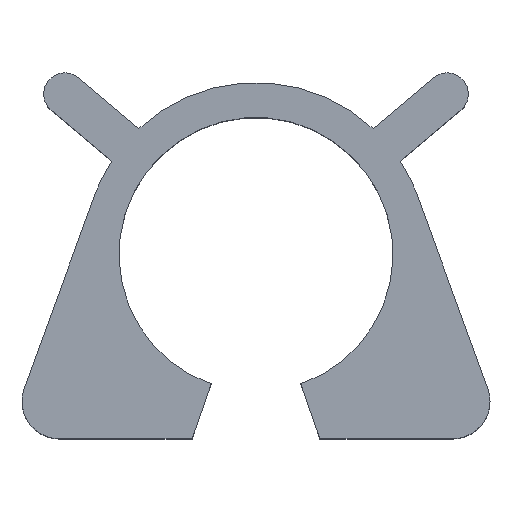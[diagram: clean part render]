
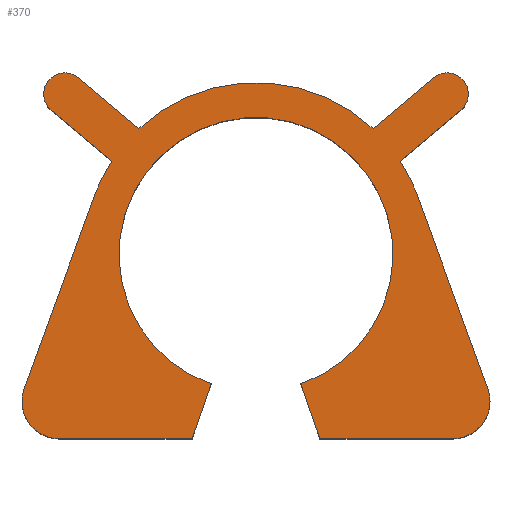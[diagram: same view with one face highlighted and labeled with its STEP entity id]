
A CAD part, top view. The second image highlights one B-rep face of the part: STEP entity #370.
In plain terms, the highlighted planar face has unit normal (0, 0, 1).
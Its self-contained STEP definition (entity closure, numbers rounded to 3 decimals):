
#18=PLANE('',#414);
#32=FACE_OUTER_BOUND('',#52,.T.);
#52=EDGE_LOOP('',(#283,#284,#285,#286,#287,#288,#289,#290,#291,#292,#293,
#294,#295,#296,#297,#298,#299,#300));
#71=LINE('',#562,#109);
#83=LINE('',#603,#121);
#85=LINE('',#607,#123);
#86=LINE('',#610,#124);
#87=LINE('',#612,#125);
#88=LINE('',#616,#126);
#89=LINE('',#620,#127);
#90=LINE('',#624,#128);
#91=LINE('',#628,#129);
#92=LINE('',#631,#130);
#109=VECTOR('',#449,10.);
#121=VECTOR('',#483,10.);
#123=VECTOR('',#487,10.);
#124=VECTOR('',#490,10.);
#125=VECTOR('',#491,10.);
#126=VECTOR('',#494,10.);
#127=VECTOR('',#497,10.);
#128=VECTOR('',#500,10.);
#129=VECTOR('',#503,10.);
#130=VECTOR('',#506,10.);
#143=CIRCLE('',#400,1.5);
#152=CIRCLE('',#412,1.5);
#153=CIRCLE('',#415,5.5);
#154=CIRCLE('',#416,6.9);
#155=CIRCLE('',#417,0.85);
#156=CIRCLE('',#418,6.9);
#157=CIRCLE('',#419,0.85);
#158=CIRCLE('',#420,6.9);
#159=VERTEX_POINT('',#549);
#160=VERTEX_POINT('',#550);
#164=VERTEX_POINT('',#560);
#180=VERTEX_POINT('',#596);
#181=VERTEX_POINT('',#597);
#182=VERTEX_POINT('',#602);
#183=VERTEX_POINT('',#606);
#184=VERTEX_POINT('',#608);
#185=VERTEX_POINT('',#611);
#186=VERTEX_POINT('',#613);
#187=VERTEX_POINT('',#615);
#188=VERTEX_POINT('',#617);
#189=VERTEX_POINT('',#619);
#190=VERTEX_POINT('',#621);
#191=VERTEX_POINT('',#623);
#192=VERTEX_POINT('',#625);
#193=VERTEX_POINT('',#627);
#194=VERTEX_POINT('',#629);
#195=EDGE_CURVE('',#159,#160,#143,.T.);
#201=EDGE_CURVE('',#159,#164,#71,.T.);
#218=EDGE_CURVE('',#180,#181,#152,.T.);
#221=EDGE_CURVE('',#182,#181,#83,.T.);
#223=EDGE_CURVE('',#164,#183,#85,.T.);
#224=EDGE_CURVE('',#183,#184,#153,.T.);
#225=EDGE_CURVE('',#184,#182,#86,.T.);
#226=EDGE_CURVE('',#180,#185,#87,.T.);
#227=EDGE_CURVE('',#185,#186,#154,.T.);
#228=EDGE_CURVE('',#186,#187,#88,.T.);
#229=EDGE_CURVE('',#188,#187,#155,.T.);
#230=EDGE_CURVE('',#188,#189,#89,.T.);
#231=EDGE_CURVE('',#189,#190,#156,.T.);
#232=EDGE_CURVE('',#190,#191,#90,.T.);
#233=EDGE_CURVE('',#192,#191,#157,.T.);
#234=EDGE_CURVE('',#192,#193,#91,.T.);
#235=EDGE_CURVE('',#193,#194,#158,.T.);
#236=EDGE_CURVE('',#194,#160,#92,.T.);
#283=ORIENTED_EDGE('',*,*,#195,.F.);
#284=ORIENTED_EDGE('',*,*,#201,.T.);
#285=ORIENTED_EDGE('',*,*,#223,.T.);
#286=ORIENTED_EDGE('',*,*,#224,.T.);
#287=ORIENTED_EDGE('',*,*,#225,.T.);
#288=ORIENTED_EDGE('',*,*,#221,.T.);
#289=ORIENTED_EDGE('',*,*,#218,.F.);
#290=ORIENTED_EDGE('',*,*,#226,.T.);
#291=ORIENTED_EDGE('',*,*,#227,.T.);
#292=ORIENTED_EDGE('',*,*,#228,.T.);
#293=ORIENTED_EDGE('',*,*,#229,.F.);
#294=ORIENTED_EDGE('',*,*,#230,.T.);
#295=ORIENTED_EDGE('',*,*,#231,.T.);
#296=ORIENTED_EDGE('',*,*,#232,.T.);
#297=ORIENTED_EDGE('',*,*,#233,.F.);
#298=ORIENTED_EDGE('',*,*,#234,.T.);
#299=ORIENTED_EDGE('',*,*,#235,.T.);
#300=ORIENTED_EDGE('',*,*,#236,.T.);
#370=ADVANCED_FACE('',(#32),#18,.T.);
#400=AXIS2_PLACEMENT_3D('',#551,#439,#440);
#412=AXIS2_PLACEMENT_3D('',#598,#477,#478);
#414=AXIS2_PLACEMENT_3D('',#605,#485,#486);
#415=AXIS2_PLACEMENT_3D('',#609,#488,#489);
#416=AXIS2_PLACEMENT_3D('',#614,#492,#493);
#417=AXIS2_PLACEMENT_3D('',#618,#495,#496);
#418=AXIS2_PLACEMENT_3D('',#622,#498,#499);
#419=AXIS2_PLACEMENT_3D('',#626,#501,#502);
#420=AXIS2_PLACEMENT_3D('',#630,#504,#505);
#439=DIRECTION('center_axis',(0.,0.,-1.));
#440=DIRECTION('ref_axis',(-0.819,-0.574,0.));
#449=DIRECTION('',(1.,0.,0.));
#477=DIRECTION('center_axis',(0.,0.,-1.));
#478=DIRECTION('ref_axis',(0.819,-0.574,0.));
#483=DIRECTION('',(1.,0.,0.));
#485=DIRECTION('center_axis',(0.,0.,1.));
#486=DIRECTION('ref_axis',(1.,0.,0.));
#487=DIRECTION('',(0.327,0.945,0.));
#488=DIRECTION('center_axis',(0.,0.,-1.));
#489=DIRECTION('ref_axis',(1.,0.,0.));
#490=DIRECTION('',(0.327,-0.945,0.));
#491=DIRECTION('',(-0.342,0.94,0.));
#492=DIRECTION('center_axis',(0.,0.,1.));
#493=DIRECTION('ref_axis',(1.,0.,0.));
#494=DIRECTION('',(0.766,0.643,0.));
#495=DIRECTION('center_axis',(0.,0.,-1.));
#496=DIRECTION('ref_axis',(0.087,0.996,0.));
#497=DIRECTION('',(-0.766,-0.643,0.));
#498=DIRECTION('center_axis',(0.,0.,1.));
#499=DIRECTION('ref_axis',(1.,0.,0.));
#500=DIRECTION('',(-0.766,0.643,0.));
#501=DIRECTION('center_axis',(0.,0.,-1.));
#502=DIRECTION('ref_axis',(-0.996,-0.087,0.));
#503=DIRECTION('',(0.766,-0.643,0.));
#504=DIRECTION('center_axis',(0.,0.,1.));
#505=DIRECTION('ref_axis',(1.,0.,0.));
#506=DIRECTION('',(-0.342,-0.94,0.));
#549=CARTESIAN_POINT('',(-7.894,-7.4,8.));
#550=CARTESIAN_POINT('',(-9.304,-5.387,8.));
#551=CARTESIAN_POINT('Origin',(-7.894,-5.9,8.));
#560=CARTESIAN_POINT('',(-2.563,-7.4,8.));
#562=CARTESIAN_POINT('',(-10.036,-7.4,8.));
#596=CARTESIAN_POINT('',(9.304,-5.387,8.));
#597=CARTESIAN_POINT('',(7.894,-7.4,8.));
#598=CARTESIAN_POINT('Origin',(7.894,-5.9,8.));
#602=CARTESIAN_POINT('',(2.563,-7.4,8.));
#603=CARTESIAN_POINT('',(-10.036,-7.4,8.));
#605=CARTESIAN_POINT('Origin',(0.,0.118,8.));
#606=CARTESIAN_POINT('',(-1.8,-5.197,8.));
#607=CARTESIAN_POINT('',(0.,0.,8.));
#608=CARTESIAN_POINT('',(1.8,-5.197,8.));
#609=CARTESIAN_POINT('Origin',(0.,0.,8.));
#610=CARTESIAN_POINT('',(0.,0.,8.));
#611=CARTESIAN_POINT('',(6.484,2.36,8.));
#612=CARTESIAN_POINT('',(10.036,-7.4,8.));
#613=CARTESIAN_POINT('',(5.792,3.75,8.));
#614=CARTESIAN_POINT('Origin',(0.,0.,8.));
#615=CARTESIAN_POINT('',(8.22,5.788,8.));
#616=CARTESIAN_POINT('',(8.871,6.334,8.));
#617=CARTESIAN_POINT('',(7.127,7.09,8.));
#618=CARTESIAN_POINT('Origin',(7.673,6.439,8.));
#619=CARTESIAN_POINT('',(4.699,5.053,8.));
#620=CARTESIAN_POINT('',(7.778,7.636,8.));
#621=CARTESIAN_POINT('',(-4.699,5.053,8.));
#622=CARTESIAN_POINT('Origin',(0.,0.,8.));
#623=CARTESIAN_POINT('',(-7.127,7.09,8.));
#624=CARTESIAN_POINT('',(-7.778,7.636,8.));
#625=CARTESIAN_POINT('',(-8.22,5.788,8.));
#626=CARTESIAN_POINT('Origin',(-7.673,6.439,8.));
#627=CARTESIAN_POINT('',(-5.792,3.75,8.));
#628=CARTESIAN_POINT('',(-8.871,6.334,8.));
#629=CARTESIAN_POINT('',(-6.484,2.36,8.));
#630=CARTESIAN_POINT('Origin',(0.,0.,8.));
#631=CARTESIAN_POINT('',(-6.484,2.36,8.));
